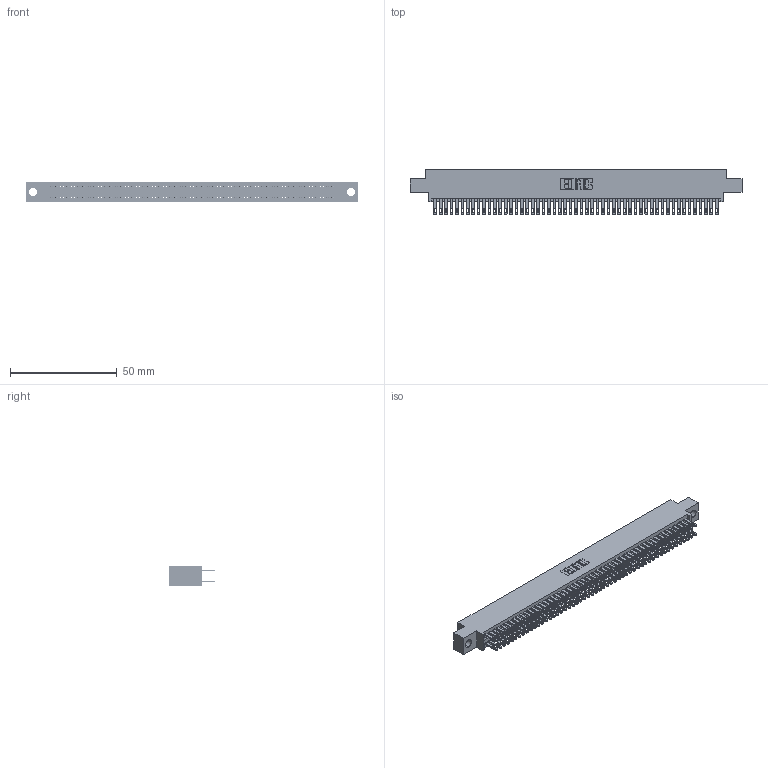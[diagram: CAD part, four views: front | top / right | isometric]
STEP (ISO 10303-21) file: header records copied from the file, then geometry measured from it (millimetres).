
FILE_DESCRIPTION (( 'STEP AP203' ), '1' );
FILE_NAME ('345-106-500-804.STEP', '2021-05-21T13:50:56', ( '' ), ( '' ), 'SwSTEP 2.0', 'SolidWorks 2020', '' );
FILE_SCHEMA (( 'CONFIG_CONTROL_DESIGN' ));
Length unit declared in the file: inch
Products named in the file (3): 345 Part_0.170 Offset - 0.156 Dia-TI; 345-292-001_345-293-100; 345-106-500-804
Assembly tree (107 placements, depth 2):
  345-106-500-804
    345 Part_0.170 Offset - 0.156 Dia-TI
    345-292-001_345-293-100  x106
Bounding box: 155.83 x 21.51 x 9.4 mm (x, y, z)
Volume: 15344.1 mm3; surface area: 23970.4 mm2
Topology: 107 solids, 107 shells, 5020 faces, 15335 edges, 10222 vertices
Faces by surface type: plane 2960, cylinder 2060
Entity records: 40585 total; most frequent: CARTESIAN_POINT 6798, ORIENTED_EDGE 6730, DIRECTION 5981, EDGE_CURVE 3365, VECTOR 3017, LINE 3017, VERTEX_POINT 2242, AXIS2_PLACEMENT_3D 1482
